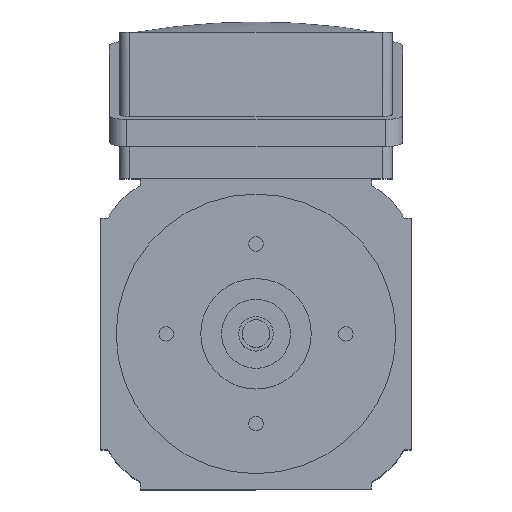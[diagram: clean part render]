
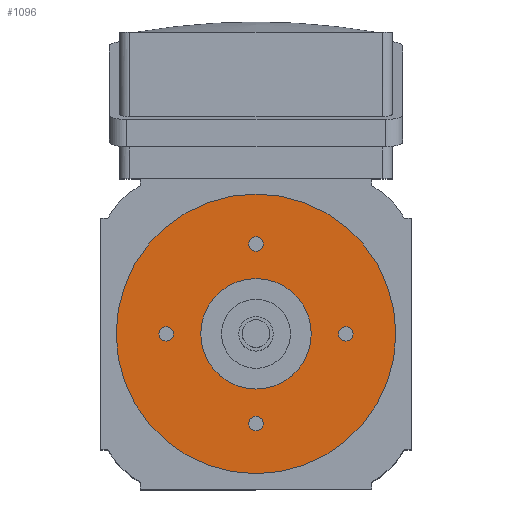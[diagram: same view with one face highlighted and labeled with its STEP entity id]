
A CAD part, top view. The second image highlights one B-rep face of the part: STEP entity #1096.
In plain terms, the highlighted planar face has unit normal (0, 0, 1).
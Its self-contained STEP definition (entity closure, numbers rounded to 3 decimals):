
#71 = DIRECTION ( 'NONE',  ( 1., 0., 0. ) ) ;
#99 = AXIS2_PLACEMENT_3D ( 'NONE', #3910, #3081, #967 ) ;
#132 = ORIENTED_EDGE ( 'NONE', *, *, #2381, .F. ) ;
#151 = VERTEX_POINT ( 'NONE', #4848 ) ;
#190 = AXIS2_PLACEMENT_3D ( 'NONE', #2154, #5113, #2977 ) ;
#213 = CARTESIAN_POINT ( 'NONE',  ( 28.1, 0., 0. ) ) ;
#246 = ORIENTED_EDGE ( 'NONE', *, *, #2249, .F. ) ;
#258 = AXIS2_PLACEMENT_3D ( 'NONE', #4689, #2691, #1044 ) ;
#421 = DIRECTION ( 'NONE',  ( 0., 0., 1. ) ) ;
#457 = ORIENTED_EDGE ( 'NONE', *, *, #4272, .F. ) ;
#580 = CARTESIAN_POINT ( 'NONE',  ( 2.1, -26., 0. ) ) ;
#655 = VERTEX_POINT ( 'NONE', #580 ) ;
#862 = VERTEX_POINT ( 'NONE', #5332 ) ;
#888 = AXIS2_PLACEMENT_3D ( 'NONE', #1093, #2812, #2318 ) ;
#900 = EDGE_LOOP ( 'NONE', ( #980, #1268 ) ) ;
#967 = DIRECTION ( 'NONE',  ( 1., 0., 0. ) ) ;
#980 = ORIENTED_EDGE ( 'NONE', *, *, #2925, .T. ) ;
#1030 = EDGE_LOOP ( 'NONE', ( #246, #4073 ) ) ;
#1044 = DIRECTION ( 'NONE',  ( 1., 0., 0. ) ) ;
#1055 = CIRCLE ( 'NONE', #1952, 2.1 ) ;
#1093 = CARTESIAN_POINT ( 'NONE',  ( 26., 0., 0. ) ) ;
#1096 = ADVANCED_FACE ( 'NONE', ( #1583, #5315, #3257, #4914, #2576, #1244 ), #3365, .T. ) ;
#1234 = VERTEX_POINT ( 'NONE', #213 ) ;
#1244 = FACE_BOUND ( 'NONE', #1859, .T. ) ;
#1268 = ORIENTED_EDGE ( 'NONE', *, *, #4703, .T. ) ;
#1390 = EDGE_LOOP ( 'NONE', ( #1630, #4862 ) ) ;
#1583 = FACE_BOUND ( 'NONE', #1030, .T. ) ;
#1630 = ORIENTED_EDGE ( 'NONE', *, *, #5331, .F. ) ;
#1680 = CIRCLE ( 'NONE', #99, 16. ) ;
#1802 = DIRECTION ( 'NONE',  ( 0., 0., 1. ) ) ;
#1859 = EDGE_LOOP ( 'NONE', ( #4229, #457 ) ) ;
#1932 = CARTESIAN_POINT ( 'NONE',  ( -2.1, 26., 0. ) ) ;
#1952 = AXIS2_PLACEMENT_3D ( 'NONE', #3363, #5016, #3850 ) ;
#1987 = EDGE_CURVE ( 'NONE', #5262, #4633, #3091, .T. ) ;
#2049 = DIRECTION ( 'NONE',  ( 0., 0., 1. ) ) ;
#2115 = DIRECTION ( 'NONE',  ( 0., 0., 1. ) ) ;
#2154 = CARTESIAN_POINT ( 'NONE',  ( 0., -26., 0. ) ) ;
#2231 = DIRECTION ( 'NONE',  ( 0., 0., 1. ) ) ;
#2249 = EDGE_CURVE ( 'NONE', #2961, #3909, #1055, .T. ) ;
#2261 = EDGE_CURVE ( 'NONE', #3909, #2961, #3864, .T. ) ;
#2294 = AXIS2_PLACEMENT_3D ( 'NONE', #4592, #2115, #3784 ) ;
#2318 = DIRECTION ( 'NONE',  ( 1., 0., 0. ) ) ;
#2323 = EDGE_CURVE ( 'NONE', #151, #1234, #5414, .T. ) ;
#2381 = EDGE_CURVE ( 'NONE', #4369, #655, #3093, .T. ) ;
#2472 = CARTESIAN_POINT ( 'NONE',  ( 40.5, 0., 0. ) ) ;
#2498 = CIRCLE ( 'NONE', #5348, 16. ) ;
#2520 = CARTESIAN_POINT ( 'NONE',  ( 0., 0., 0. ) ) ;
#2552 = CARTESIAN_POINT ( 'NONE',  ( -40.5, 0., 0. ) ) ;
#2570 = CARTESIAN_POINT ( 'NONE',  ( 0., 0., 0. ) ) ;
#2576 = FACE_OUTER_BOUND ( 'NONE', #900, .T. ) ;
#2616 = ORIENTED_EDGE ( 'NONE', *, *, #3707, .F. ) ;
#2691 = DIRECTION ( 'NONE',  ( 0., 0., 1. ) ) ;
#2752 = VERTEX_POINT ( 'NONE', #2472 ) ;
#2763 = CIRCLE ( 'NONE', #888, 2.1 ) ;
#2783 = CARTESIAN_POINT ( 'NONE',  ( 2.1, 26., 0. ) ) ;
#2812 = DIRECTION ( 'NONE',  ( 0., 0., 1. ) ) ;
#2836 = AXIS2_PLACEMENT_3D ( 'NONE', #4590, #421, #3450 ) ;
#2909 = CARTESIAN_POINT ( 'NONE',  ( -16., 0., 0. ) ) ;
#2925 = EDGE_CURVE ( 'NONE', #2752, #4548, #4036, .T. ) ;
#2937 = ORIENTED_EDGE ( 'NONE', *, *, #2323, .F. ) ;
#2961 = VERTEX_POINT ( 'NONE', #2783 ) ;
#2974 = EDGE_LOOP ( 'NONE', ( #3512, #2937 ) ) ;
#2977 = DIRECTION ( 'NONE',  ( 1., 0., 0. ) ) ;
#3023 = EDGE_CURVE ( 'NONE', #3085, #862, #1680, .T. ) ;
#3065 = CARTESIAN_POINT ( 'NONE',  ( -23.9, 0., 0. ) ) ;
#3068 = AXIS2_PLACEMENT_3D ( 'NONE', #5159, #2231, #3538 ) ;
#3073 = DIRECTION ( 'NONE',  ( 1., 0., 0. ) ) ;
#3081 = DIRECTION ( 'NONE',  ( 0., 0., 1. ) ) ;
#3085 = VERTEX_POINT ( 'NONE', #2909 ) ;
#3091 = CIRCLE ( 'NONE', #2294, 2.1 ) ;
#3093 = CIRCLE ( 'NONE', #4386, 2.1 ) ;
#3118 = AXIS2_PLACEMENT_3D ( 'NONE', #2520, #5017, #4226 ) ;
#3201 = CARTESIAN_POINT ( 'NONE',  ( 0., -26., 0. ) ) ;
#3257 = FACE_BOUND ( 'NONE', #3987, .T. ) ;
#3272 = DIRECTION ( 'NONE',  ( 1., 0., 0. ) ) ;
#3346 = CARTESIAN_POINT ( 'NONE',  ( -28.1, 0., 0. ) ) ;
#3363 = CARTESIAN_POINT ( 'NONE',  ( 0., 26., 0. ) ) ;
#3365 = PLANE ( 'NONE',  #3118 ) ;
#3450 = DIRECTION ( 'NONE',  ( 1., 0., 0. ) ) ;
#3512 = ORIENTED_EDGE ( 'NONE', *, *, #3788, .F. ) ;
#3538 = DIRECTION ( 'NONE',  ( 1., 0., 0. ) ) ;
#3644 = CARTESIAN_POINT ( 'NONE',  ( -2.1, -26., 0. ) ) ;
#3704 = CIRCLE ( 'NONE', #190, 2.1 ) ;
#3707 = EDGE_CURVE ( 'NONE', #655, #4369, #3704, .T. ) ;
#3784 = DIRECTION ( 'NONE',  ( 1., 0., 0. ) ) ;
#3788 = EDGE_CURVE ( 'NONE', #1234, #151, #2763, .T. ) ;
#3837 = CARTESIAN_POINT ( 'NONE',  ( 0., 0., 0. ) ) ;
#3850 = DIRECTION ( 'NONE',  ( 1., 0., 0. ) ) ;
#3863 = DIRECTION ( 'NONE',  ( 0., 0., 1. ) ) ;
#3864 = CIRCLE ( 'NONE', #258, 2.1 ) ;
#3909 = VERTEX_POINT ( 'NONE', #1932 ) ;
#3910 = CARTESIAN_POINT ( 'NONE',  ( 0., 0., 0. ) ) ;
#3987 = EDGE_LOOP ( 'NONE', ( #2616, #132 ) ) ;
#4036 = CIRCLE ( 'NONE', #2836, 40.5 ) ;
#4073 = ORIENTED_EDGE ( 'NONE', *, *, #2261, .F. ) ;
#4226 = DIRECTION ( 'NONE',  ( 1., 0., 0. ) ) ;
#4229 = ORIENTED_EDGE ( 'NONE', *, *, #3023, .F. ) ;
#4272 = EDGE_CURVE ( 'NONE', #862, #3085, #2498, .T. ) ;
#4278 = CARTESIAN_POINT ( 'NONE',  ( 26., 0., 0. ) ) ;
#4369 = VERTEX_POINT ( 'NONE', #3644 ) ;
#4386 = AXIS2_PLACEMENT_3D ( 'NONE', #3201, #4874, #3272 ) ;
#4518 = CIRCLE ( 'NONE', #3068, 2.1 ) ;
#4548 = VERTEX_POINT ( 'NONE', #2552 ) ;
#4590 = CARTESIAN_POINT ( 'NONE',  ( 0., 0., 0. ) ) ;
#4592 = CARTESIAN_POINT ( 'NONE',  ( -26., 0., 0. ) ) ;
#4633 = VERTEX_POINT ( 'NONE', #3065 ) ;
#4655 = CIRCLE ( 'NONE', #5091, 40.5 ) ;
#4689 = CARTESIAN_POINT ( 'NONE',  ( 0., 26., 0. ) ) ;
#4703 = EDGE_CURVE ( 'NONE', #4548, #2752, #4655, .T. ) ;
#4848 = CARTESIAN_POINT ( 'NONE',  ( 23.9, 0., 0. ) ) ;
#4862 = ORIENTED_EDGE ( 'NONE', *, *, #1987, .F. ) ;
#4874 = DIRECTION ( 'NONE',  ( 0., 0., 1. ) ) ;
#4914 = FACE_BOUND ( 'NONE', #2974, .T. ) ;
#4958 = DIRECTION ( 'NONE',  ( 1., 0., 0. ) ) ;
#5016 = DIRECTION ( 'NONE',  ( 0., 0., 1. ) ) ;
#5017 = DIRECTION ( 'NONE',  ( 0., 0., 1. ) ) ;
#5091 = AXIS2_PLACEMENT_3D ( 'NONE', #2570, #2049, #4958 ) ;
#5113 = DIRECTION ( 'NONE',  ( 0., 0., 1. ) ) ;
#5158 = AXIS2_PLACEMENT_3D ( 'NONE', #4278, #1802, #3073 ) ;
#5159 = CARTESIAN_POINT ( 'NONE',  ( -26., 0., 0. ) ) ;
#5262 = VERTEX_POINT ( 'NONE', #3346 ) ;
#5315 = FACE_BOUND ( 'NONE', #1390, .T. ) ;
#5331 = EDGE_CURVE ( 'NONE', #4633, #5262, #4518, .T. ) ;
#5332 = CARTESIAN_POINT ( 'NONE',  ( 16., 0., 0. ) ) ;
#5348 = AXIS2_PLACEMENT_3D ( 'NONE', #3837, #3863, #71 ) ;
#5414 = CIRCLE ( 'NONE', #5158, 2.1 ) ;
